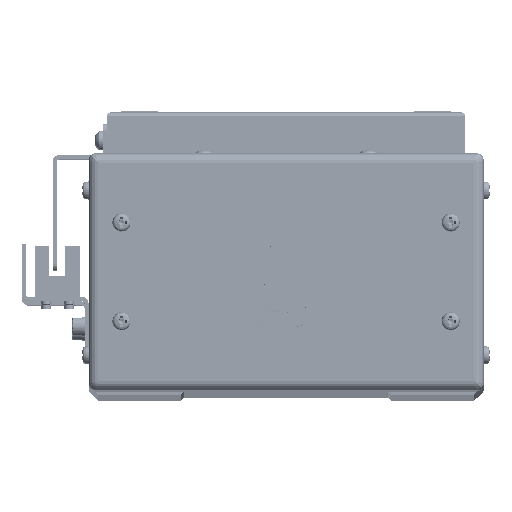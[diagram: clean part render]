
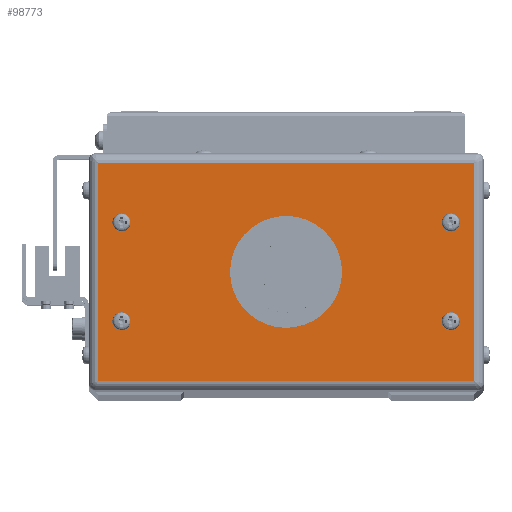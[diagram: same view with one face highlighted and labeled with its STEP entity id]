
A CAD part, top view. The second image highlights one B-rep face of the part: STEP entity #98773.
In plain terms, the highlighted planar face has unit normal (0, 0, 1).
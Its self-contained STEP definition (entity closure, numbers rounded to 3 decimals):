
#66 = AXIS2_PLACEMENT_3D ( 'NONE', #60762, #5908, #69964 ) ;
#938 = VERTEX_POINT ( 'NONE', #59108 ) ;
#1802 = ORIENTED_EDGE ( 'NONE', *, *, #114429, .F. ) ;
#2369 = EDGE_LOOP ( 'NONE', ( #90645, #112654 ) ) ;
#3720 = CIRCLE ( 'NONE', #103235, 1.7 ) ;
#4126 = FACE_OUTER_BOUND ( 'NONE', #98448, .T. ) ;
#5908 = DIRECTION ( 'NONE',  ( 0., 0., 1. ) ) ;
#6536 = DIRECTION ( 'NONE',  ( 0., 1., 0. ) ) ;
#7107 = DIRECTION ( 'NONE',  ( 0., 0., 1. ) ) ;
#8134 = CIRCLE ( 'NONE', #54064, 1.7 ) ;
#9288 = AXIS2_PLACEMENT_3D ( 'NONE', #79964, #25100, #89156 ) ;
#10328 = AXIS2_PLACEMENT_3D ( 'NONE', #32329, #96489, #41534 ) ;
#12729 = AXIS2_PLACEMENT_3D ( 'NONE', #118218, #17556, #81653 ) ;
#13402 = ORIENTED_EDGE ( 'NONE', *, *, #55554, .F. ) ;
#14929 = CIRCLE ( 'NONE', #20002, 1.7 ) ;
#15142 = VERTEX_POINT ( 'NONE', #81928 ) ;
#16744 = CARTESIAN_POINT ( 'NONE',  ( -50., 15., 5. ) ) ;
#16753 = PLANE ( 'NONE',  #12729 ) ;
#17076 = EDGE_CURVE ( 'NONE', #55579, #104958, #88142, .T. ) ;
#17556 = DIRECTION ( 'NONE',  ( 0., 0., -1. ) ) ;
#18653 = ORIENTED_EDGE ( 'NONE', *, *, #24984, .T. ) ;
#19250 = AXIS2_PLACEMENT_3D ( 'NONE', #61980, #7107, #71164 ) ;
#20002 = AXIS2_PLACEMENT_3D ( 'NONE', #27246, #91334, #36394 ) ;
#20453 = ORIENTED_EDGE ( 'NONE', *, *, #60733, .F. ) ;
#21163 = CARTESIAN_POINT ( 'NONE',  ( 50., 15., 5. ) ) ;
#23124 = VECTOR ( 'NONE', #37648, 1000. ) ;
#23578 = CARTESIAN_POINT ( 'NONE',  ( 50., 15., 5. ) ) ;
#24984 = EDGE_CURVE ( 'NONE', #76712, #86033, #68417, .T. ) ;
#25100 = DIRECTION ( 'NONE',  ( 0., 0., 1. ) ) ;
#26009 = DIRECTION ( 'NONE',  ( 1., 0., 0. ) ) ;
#27136 = VECTOR ( 'NONE', #6536, 1000. ) ;
#27246 = CARTESIAN_POINT ( 'NONE',  ( -50., -15., 5. ) ) ;
#27922 = DIRECTION ( 'NONE',  ( -1., 0., 0. ) ) ;
#28296 = ORIENTED_EDGE ( 'NONE', *, *, #84448, .F. ) ;
#28548 = FACE_BOUND ( 'NONE', #2369, .T. ) ;
#29004 = DIRECTION ( 'NONE',  ( 0., 0., 1. ) ) ;
#30018 = VERTEX_POINT ( 'NONE', #61631 ) ;
#30141 = CIRCLE ( 'NONE', #19250, 1.7 ) ;
#30366 = DIRECTION ( 'NONE',  ( 1., 0., 0. ) ) ;
#32329 = CARTESIAN_POINT ( 'NONE',  ( -50., -15., 5. ) ) ;
#32640 = CIRCLE ( 'NONE', #10328, 1.7 ) ;
#32665 = CARTESIAN_POINT ( 'NONE',  ( -51.7, -15., 5. ) ) ;
#32765 = DIRECTION ( 'NONE',  ( 1., 0., 0. ) ) ;
#32833 = AXIS2_PLACEMENT_3D ( 'NONE', #16744, #80837, #26009 ) ;
#33709 = CARTESIAN_POINT ( 'NONE',  ( 57., 33., 5. ) ) ;
#33799 = LINE ( 'NONE', #91581, #55297 ) ;
#34127 = EDGE_CURVE ( 'NONE', #41314, #61944, #52910, .T. ) ;
#36044 = ORIENTED_EDGE ( 'NONE', *, *, #82872, .F. ) ;
#36394 = DIRECTION ( 'NONE',  ( 1., 0., 0. ) ) ;
#36604 = EDGE_CURVE ( 'NONE', #30018, #15142, #3720, .T. ) ;
#37334 = CARTESIAN_POINT ( 'NONE',  ( -51.7, 15., 5. ) ) ;
#37462 = EDGE_LOOP ( 'NONE', ( #28296, #104183 ) ) ;
#37648 = DIRECTION ( 'NONE',  ( 1., 0., 0. ) ) ;
#41314 = VERTEX_POINT ( 'NONE', #108571 ) ;
#41534 = DIRECTION ( 'NONE',  ( 1., 0., 0. ) ) ;
#43277 = ORIENTED_EDGE ( 'NONE', *, *, #17076, .F. ) ;
#43656 = EDGE_CURVE ( 'NONE', #94192, #76712, #51409, .T. ) ;
#44958 = AXIS2_PLACEMENT_3D ( 'NONE', #105754, #50714, #114970 ) ;
#45829 = DIRECTION ( 'NONE',  ( 0., -1., 0. ) ) ;
#45865 = CARTESIAN_POINT ( 'NONE',  ( -58., 33., 5. ) ) ;
#47826 = EDGE_LOOP ( 'NONE', ( #36044, #75044 ) ) ;
#50422 = CIRCLE ( 'NONE', #32833, 1.7 ) ;
#50714 = DIRECTION ( 'NONE',  ( 0., 0., 1. ) ) ;
#51409 = LINE ( 'NONE', #98327, #27136 ) ;
#52397 = VERTEX_POINT ( 'NONE', #32665 ) ;
#52910 = CIRCLE ( 'NONE', #66, 1.7 ) ;
#54064 = AXIS2_PLACEMENT_3D ( 'NONE', #23578, #87647, #32765 ) ;
#54806 = CARTESIAN_POINT ( 'NONE',  ( -15., 0., 5. ) ) ;
#54869 = VERTEX_POINT ( 'NONE', #37334 ) ;
#55297 = VECTOR ( 'NONE', #45829, 1000. ) ;
#55554 = EDGE_CURVE ( 'NONE', #938, #52397, #14929, .T. ) ;
#55579 = VERTEX_POINT ( 'NONE', #54806 ) ;
#56208 = EDGE_CURVE ( 'NONE', #54869, #102858, #79310, .T. ) ;
#57927 = EDGE_CURVE ( 'NONE', #118502, #94192, #66113, .T. ) ;
#59108 = CARTESIAN_POINT ( 'NONE',  ( -48.3, -15., 5. ) ) ;
#60733 = EDGE_CURVE ( 'NONE', #52397, #938, #32640, .T. ) ;
#60762 = CARTESIAN_POINT ( 'NONE',  ( 50., -15., 5. ) ) ;
#61631 = CARTESIAN_POINT ( 'NONE',  ( 48.3, 15., 5. ) ) ;
#61709 = CARTESIAN_POINT ( 'NONE',  ( 15., 0., 5. ) ) ;
#61944 = VERTEX_POINT ( 'NONE', #81425 ) ;
#61980 = CARTESIAN_POINT ( 'NONE',  ( 50., -15., 5. ) ) ;
#66113 = LINE ( 'NONE', #101872, #23124 ) ;
#67505 = AXIS2_PLACEMENT_3D ( 'NONE', #83866, #29004, #93120 ) ;
#68417 = LINE ( 'NONE', #45865, #89917 ) ;
#69061 = CARTESIAN_POINT ( 'NONE',  ( 57., -33., 5. ) ) ;
#69964 = DIRECTION ( 'NONE',  ( 1., 0., 0. ) ) ;
#71164 = DIRECTION ( 'NONE',  ( 1., 0., 0. ) ) ;
#72804 = EDGE_LOOP ( 'NONE', ( #13402, #20453 ) ) ;
#73875 = ORIENTED_EDGE ( 'NONE', *, *, #57927, .T. ) ;
#75044 = ORIENTED_EDGE ( 'NONE', *, *, #56208, .F. ) ;
#76712 = VERTEX_POINT ( 'NONE', #33709 ) ;
#77245 = FACE_BOUND ( 'NONE', #72804, .T. ) ;
#77415 = EDGE_LOOP ( 'NONE', ( #43277, #1802 ) ) ;
#79310 = CIRCLE ( 'NONE', #9288, 1.7 ) ;
#79964 = CARTESIAN_POINT ( 'NONE',  ( -50., 15., 5. ) ) ;
#80125 = FACE_BOUND ( 'NONE', #47826, .T. ) ;
#80837 = DIRECTION ( 'NONE',  ( 0., 0., 1. ) ) ;
#81425 = CARTESIAN_POINT ( 'NONE',  ( 51.7, -15., 5. ) ) ;
#81653 = DIRECTION ( 'NONE',  ( -1., 0., 0. ) ) ;
#81928 = CARTESIAN_POINT ( 'NONE',  ( 51.7, 15., 5. ) ) ;
#82872 = EDGE_CURVE ( 'NONE', #102858, #54869, #50422, .T. ) ;
#83866 = CARTESIAN_POINT ( 'NONE',  ( 0., 0., 5. ) ) ;
#84448 = EDGE_CURVE ( 'NONE', #61944, #41314, #30141, .T. ) ;
#85248 = DIRECTION ( 'NONE',  ( 0., 0., 1. ) ) ;
#86033 = VERTEX_POINT ( 'NONE', #115508 ) ;
#87647 = DIRECTION ( 'NONE',  ( 0., 0., 1. ) ) ;
#88142 = CIRCLE ( 'NONE', #44958, 15. ) ;
#88986 = CIRCLE ( 'NONE', #67505, 15. ) ;
#89156 = DIRECTION ( 'NONE',  ( 1., 0., 0. ) ) ;
#89917 = VECTOR ( 'NONE', #27922, 1000. ) ;
#90645 = ORIENTED_EDGE ( 'NONE', *, *, #90959, .F. ) ;
#90959 = EDGE_CURVE ( 'NONE', #15142, #30018, #8134, .T. ) ;
#91334 = DIRECTION ( 'NONE',  ( 0., 0., 1. ) ) ;
#91581 = CARTESIAN_POINT ( 'NONE',  ( -57., -34., 5. ) ) ;
#93120 = DIRECTION ( 'NONE',  ( 1., 0., 0. ) ) ;
#94192 = VERTEX_POINT ( 'NONE', #69061 ) ;
#96489 = DIRECTION ( 'NONE',  ( 0., 0., 1. ) ) ;
#98327 = CARTESIAN_POINT ( 'NONE',  ( 57., -34., 5. ) ) ;
#98448 = EDGE_LOOP ( 'NONE', ( #73875, #112831, #18653, #102030 ) ) ;
#98773 = ADVANCED_FACE ( 'NONE', ( #77245, #80125, #28548, #101719, #4126, #104572 ), #16753, .F. ) ;
#101719 = FACE_BOUND ( 'NONE', #37462, .T. ) ;
#101872 = CARTESIAN_POINT ( 'NONE',  ( -58., -33., 5. ) ) ;
#102030 = ORIENTED_EDGE ( 'NONE', *, *, #110232, .T. ) ;
#102858 = VERTEX_POINT ( 'NONE', #117863 ) ;
#103235 = AXIS2_PLACEMENT_3D ( 'NONE', #21163, #85248, #30366 ) ;
#104183 = ORIENTED_EDGE ( 'NONE', *, *, #34127, .F. ) ;
#104572 = FACE_BOUND ( 'NONE', #77415, .T. ) ;
#104958 = VERTEX_POINT ( 'NONE', #61709 ) ;
#105754 = CARTESIAN_POINT ( 'NONE',  ( 0., 0., 5. ) ) ;
#107837 = CARTESIAN_POINT ( 'NONE',  ( -57., -33., 5. ) ) ;
#108571 = CARTESIAN_POINT ( 'NONE',  ( 48.3, -15., 5. ) ) ;
#110232 = EDGE_CURVE ( 'NONE', #86033, #118502, #33799, .T. ) ;
#112654 = ORIENTED_EDGE ( 'NONE', *, *, #36604, .F. ) ;
#112831 = ORIENTED_EDGE ( 'NONE', *, *, #43656, .T. ) ;
#114429 = EDGE_CURVE ( 'NONE', #104958, #55579, #88986, .T. ) ;
#114970 = DIRECTION ( 'NONE',  ( 1., 0., 0. ) ) ;
#115508 = CARTESIAN_POINT ( 'NONE',  ( -57., 33., 5. ) ) ;
#117863 = CARTESIAN_POINT ( 'NONE',  ( -48.3, 15., 5. ) ) ;
#118218 = CARTESIAN_POINT ( 'NONE',  ( -58., -34., 5. ) ) ;
#118502 = VERTEX_POINT ( 'NONE', #107837 ) ;
